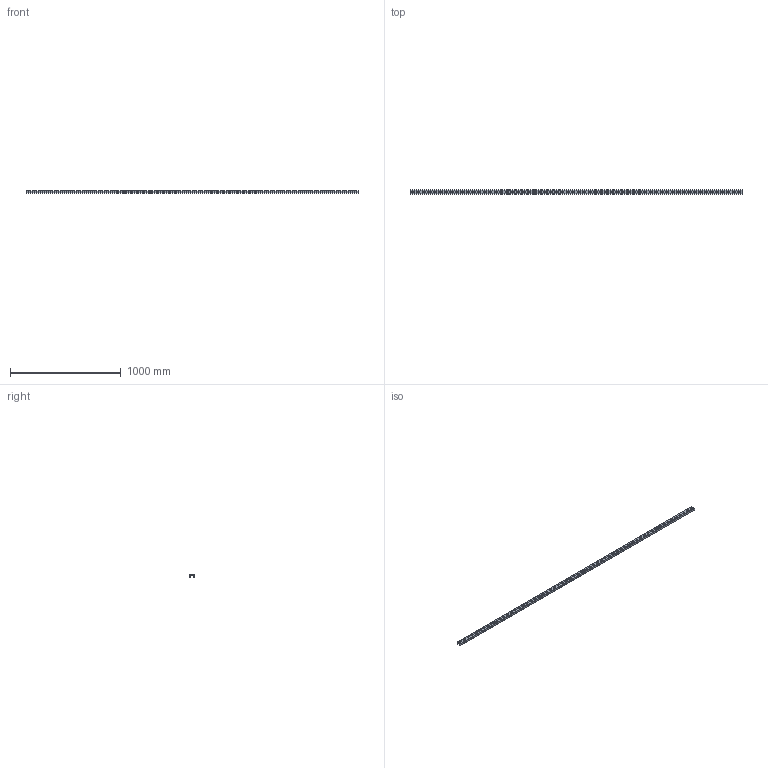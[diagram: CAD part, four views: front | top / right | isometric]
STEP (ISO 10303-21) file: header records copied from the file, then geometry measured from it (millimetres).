
FILE_DESCRIPTION(/* description */ (''),/* implementation_level */ '2;1');
FILE_NAME(/* name */ '343240.stp',/* time_stamp */ '2025-12-05T09:34:26+01:00',/* author */ ('mael.lecharpentier'),/* organization */ (''),/* preprocessor_version */ 'ST-DEVELOPER v20',/* originating_system */ 'AutoCAD Mechanical',/* authorisation */ '');
FILE_SCHEMA (('AUTOMOTIVE_DESIGN { 1 0 10303 214 3 1 1 }'));
Length unit declared in the file: millimetre
Products named in the file (1): Product
Bounding box: 3000 x 41 x 21.2 mm (x, y, z)
Volume: 748357.3 mm3; surface area: 651285.7 mm2
Topology: 1 solids, 121 shells, 144 faces, 1026 edges, 1004 vertices
Faces by surface type: plane 138, cylinder 6
Entity records: 10039 total; most frequent: CARTESIAN_POINT 2175, DIRECTION 1568, ORIENTED_EDGE 1092, EDGE_CURVE 1026, VERTEX_POINT 1004, LINE 774, VECTOR 774, AXIS2_PLACEMENT_3D 397
